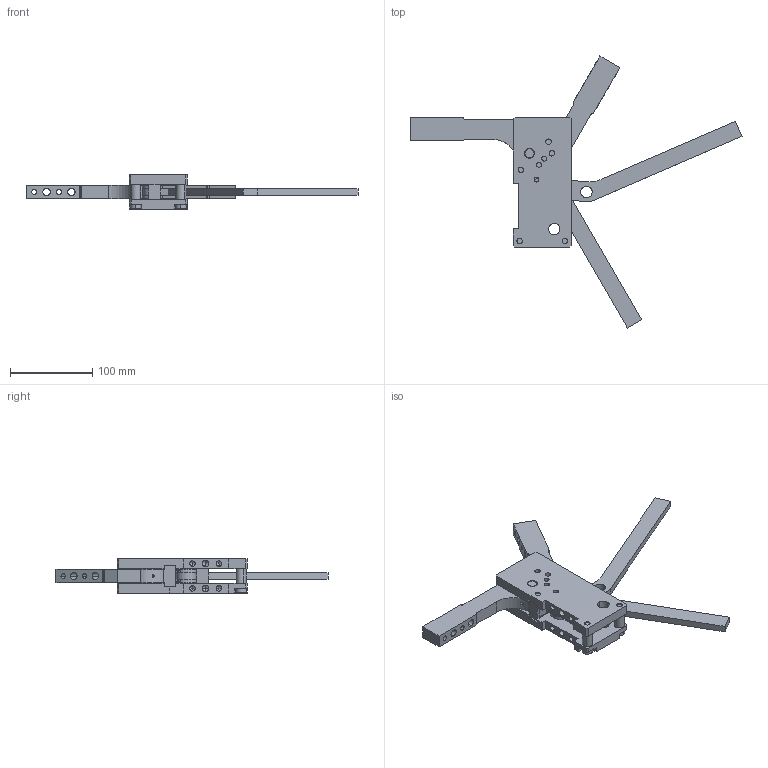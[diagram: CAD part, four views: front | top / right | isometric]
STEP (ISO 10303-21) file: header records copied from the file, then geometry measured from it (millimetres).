
FILE_DESCRIPTION(('CATIA V5 STEP Exchange'),'2;1');
FILE_NAME('HKC_50_A10_TUENKERS.stp','2012-08-15T11:44:26+00:00',('none'),('none'),'CATIA Version 5 Release 19 SP 3 (IN-10)','CATIA V5 STEP AP203','none');
FILE_SCHEMA(('CONFIG_CONTROL_DESIGN'));
Length unit declared in the file: millimetre
Products named in the file (1): HKC_50_A10_TUENKERS
Bounding box: 402.88 x 330.08 x 42 mm (x, y, z)
Volume: 495111.9 mm3; surface area: 140821.3 mm2
Topology: 3 solids, 8 shells, 481 faces, 1383 edges, 905 vertices
Faces by surface type: bspline 164, plane 156, cylinder 123, cone 38
Entity records: 19587 total; most frequent: CARTESIAN_POINT 9320, ORIENTED_EDGE 2702, EDGE_CURVE 1351, DIRECTION 1252, VERTEX_POINT 905, EDGE_LOOP 576, VECTOR 500, LINE 500
